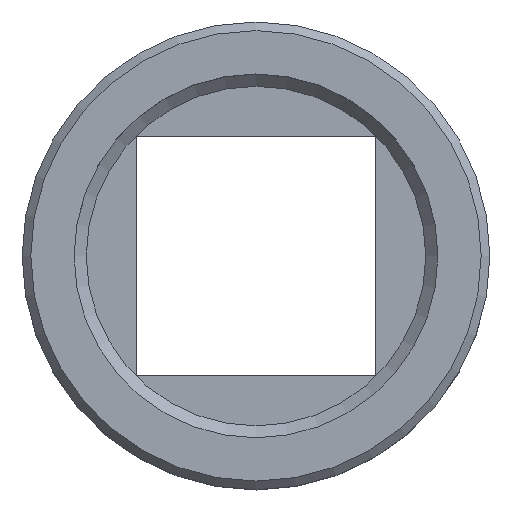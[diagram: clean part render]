
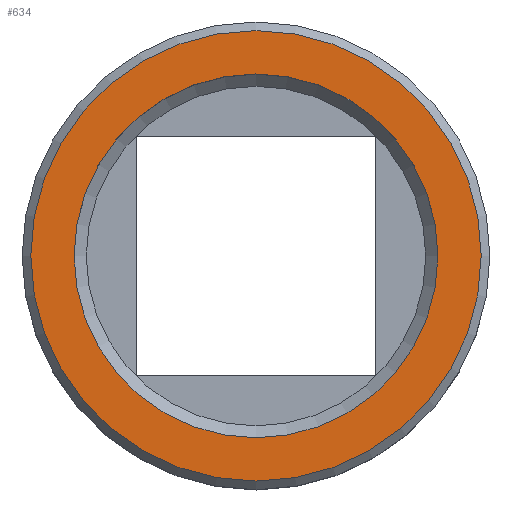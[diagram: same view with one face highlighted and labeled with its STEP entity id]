
A CAD part, top view. The second image highlights one B-rep face of the part: STEP entity #634.
In plain terms, the highlighted planar face has unit normal (0, 0, 1).
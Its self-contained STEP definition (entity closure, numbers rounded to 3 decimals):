
#27=FACE_BOUND('',#101,.T.);
#35=PLANE('',#695);
#59=FACE_OUTER_BOUND('',#100,.T.);
#100=EDGE_LOOP('',(#455));
#101=EDGE_LOOP('',(#456));
#143=CIRCLE('',#690,10.5);
#144=CIRCLE('',#693,13.);
#280=VERTEX_POINT('',#1088);
#285=VERTEX_POINT('',#1101);
#345=EDGE_CURVE('',#280,#280,#143,.T.);
#351=EDGE_CURVE('',#285,#285,#144,.T.);
#455=ORIENTED_EDGE('',*,*,#351,.F.);
#456=ORIENTED_EDGE('',*,*,#345,.T.);
#634=ADVANCED_FACE('',(#59,#27),#35,.T.);
#690=AXIS2_PLACEMENT_3D('',#1089,#755,#756);
#693=AXIS2_PLACEMENT_3D('',#1102,#766,#767);
#695=AXIS2_PLACEMENT_3D('',#1106,#771,#772);
#755=DIRECTION('center_axis',(0.,0.,-1.));
#756=DIRECTION('ref_axis',(1.,0.,0.));
#766=DIRECTION('center_axis',(0.,0.,-1.));
#767=DIRECTION('ref_axis',(-1.,0.,0.));
#771=DIRECTION('center_axis',(0.,0.,1.));
#772=DIRECTION('ref_axis',(1.,0.,0.));
#1088=CARTESIAN_POINT('',(-10.5,0.,8.2));
#1089=CARTESIAN_POINT('Origin',(0.,0.,8.2));
#1101=CARTESIAN_POINT('',(13.,0.,8.2));
#1102=CARTESIAN_POINT('Origin',(0.,0.,8.2));
#1106=CARTESIAN_POINT('Origin',(0.,0.,8.2));
